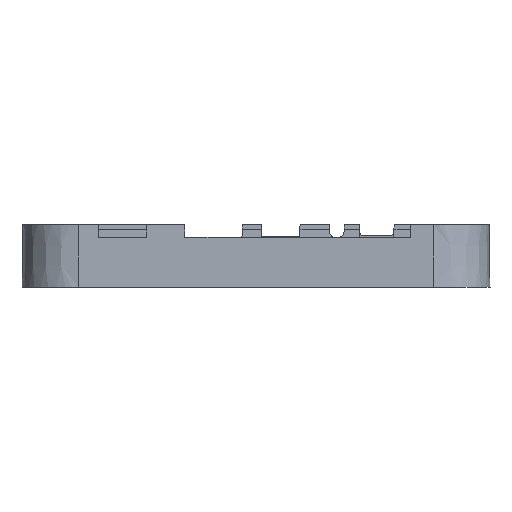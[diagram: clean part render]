
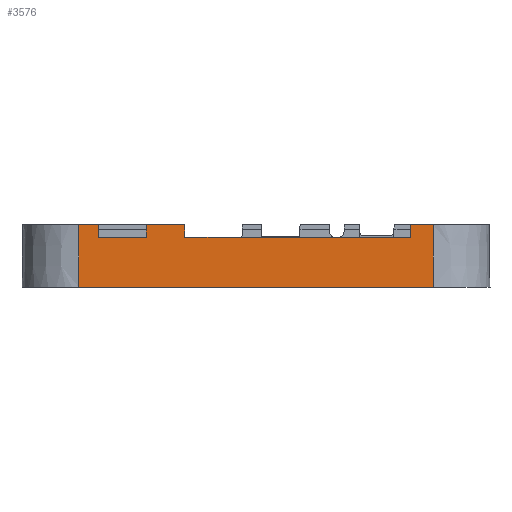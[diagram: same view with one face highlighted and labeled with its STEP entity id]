
A CAD part, left-side view. The second image highlights one B-rep face of the part: STEP entity #3576.
In plain terms, the highlighted planar face has unit normal (-1, 0, 0.017).
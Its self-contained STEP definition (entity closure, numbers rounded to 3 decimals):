
#293=FACE_OUTER_BOUND('',#489,.T.);
#489=EDGE_LOOP('',(#2478,#2479,#2480,#2481,#2482,#2483,#2484,#2485,#2486,
#2487,#2488,#2489,#2490,#2491));
#701=LINE('',#5212,#1066);
#751=LINE('',#5334,#1116);
#759=LINE('',#5351,#1124);
#762=LINE('',#5355,#1127);
#763=LINE('',#5358,#1128);
#764=LINE('',#5359,#1129);
#765=LINE('',#5361,#1130);
#766=LINE('',#5363,#1131);
#767=LINE('',#5365,#1132);
#768=LINE('',#5367,#1133);
#769=LINE('',#5369,#1134);
#770=LINE('',#5371,#1135);
#771=LINE('',#5373,#1136);
#772=LINE('',#5374,#1137);
#1066=VECTOR('',#4174,10.);
#1116=VECTOR('',#4280,10.);
#1124=VECTOR('',#4290,10.);
#1127=VECTOR('',#4295,10.);
#1128=VECTOR('',#4298,10.);
#1129=VECTOR('',#4299,10.001);
#1130=VECTOR('',#4300,10.001);
#1131=VECTOR('',#4301,10.);
#1132=VECTOR('',#4302,1000.);
#1133=VECTOR('',#4303,10.);
#1134=VECTOR('',#4304,1000.);
#1135=VECTOR('',#4305,10.);
#1136=VECTOR('',#4306,1000.);
#1137=VECTOR('',#4307,10.);
#1428=VERTEX_POINT('',#5208);
#1430=VERTEX_POINT('',#5211);
#1473=VERTEX_POINT('',#5331);
#1474=VERTEX_POINT('',#5333);
#1481=VERTEX_POINT('',#5348);
#1482=VERTEX_POINT('',#5350);
#1483=VERTEX_POINT('',#5357);
#1484=VERTEX_POINT('',#5360);
#1485=VERTEX_POINT('',#5362);
#1486=VERTEX_POINT('',#5364);
#1487=VERTEX_POINT('',#5366);
#1488=VERTEX_POINT('',#5368);
#1489=VERTEX_POINT('',#5370);
#1490=VERTEX_POINT('',#5372);
#1807=EDGE_CURVE('',#1430,#1428,#701,.T.);
#1868=EDGE_CURVE('',#1474,#1473,#751,.T.);
#1876=EDGE_CURVE('',#1482,#1481,#759,.T.);
#1879=EDGE_CURVE('',#1473,#1482,#762,.T.);
#1880=EDGE_CURVE('',#1483,#1481,#763,.F.);
#1881=EDGE_CURVE('',#1430,#1483,#764,.T.);
#1882=EDGE_CURVE('',#1484,#1428,#765,.T.);
#1883=EDGE_CURVE('',#1485,#1484,#766,.F.);
#1884=EDGE_CURVE('',#1485,#1486,#767,.T.);
#1885=EDGE_CURVE('',#1486,#1487,#768,.T.);
#1886=EDGE_CURVE('',#1487,#1488,#769,.T.);
#1887=EDGE_CURVE('',#1488,#1489,#770,.T.);
#1888=EDGE_CURVE('',#1489,#1490,#771,.T.);
#1889=EDGE_CURVE('',#1474,#1490,#772,.F.);
#2478=ORIENTED_EDGE('',*,*,#1868,.T.);
#2479=ORIENTED_EDGE('',*,*,#1879,.T.);
#2480=ORIENTED_EDGE('',*,*,#1876,.T.);
#2481=ORIENTED_EDGE('',*,*,#1880,.F.);
#2482=ORIENTED_EDGE('',*,*,#1881,.F.);
#2483=ORIENTED_EDGE('',*,*,#1807,.T.);
#2484=ORIENTED_EDGE('',*,*,#1882,.F.);
#2485=ORIENTED_EDGE('',*,*,#1883,.F.);
#2486=ORIENTED_EDGE('',*,*,#1884,.T.);
#2487=ORIENTED_EDGE('',*,*,#1885,.T.);
#2488=ORIENTED_EDGE('',*,*,#1886,.T.);
#2489=ORIENTED_EDGE('',*,*,#1887,.T.);
#2490=ORIENTED_EDGE('',*,*,#1888,.T.);
#2491=ORIENTED_EDGE('',*,*,#1889,.F.);
#3427=PLANE('',#3804);
#3576=ADVANCED_FACE('',(#293),#3427,.T.);
#3804=AXIS2_PLACEMENT_3D('',#5356,#4296,#4297);
#4174=DIRECTION('',(0.,-1.,0.));
#4280=DIRECTION('',(-0.017,0.,-1.));
#4290=DIRECTION('',(0.017,0.,1.));
#4295=DIRECTION('',(0.,1.,0.));
#4296=DIRECTION('center_axis',(-1.,0.,
0.017));
#4297=DIRECTION('ref_axis',(0.,1.,0.));
#4298=DIRECTION('',(0.,1.,0.));
#4299=DIRECTION('',(0.017,0.001,1.));
#4300=DIRECTION('',(-0.017,0.001,-1.));
#4301=DIRECTION('',(0.,1.,0.));
#4302=DIRECTION('',(-0.017,0.009,-1.));
#4303=DIRECTION('',(0.,1.,0.));
#4304=DIRECTION('',(-0.017,0.009,-1.));
#4305=DIRECTION('',(0.,1.,0.));
#4306=DIRECTION('',(0.017,0.009,1.));
#4307=DIRECTION('',(0.,1.,0.));
#5208=CARTESIAN_POINT('',(-3.459,10.287,-14.));
#5211=CARTESIAN_POINT('',(-3.459,95.504,-14.));
#5212=CARTESIAN_POINT('',(-3.459,74.183,-14.));
#5331=CARTESIAN_POINT('',(-3.26,79.356,-1.966));
#5333=CARTESIAN_POINT('',(-3.209,79.356,1.083));
#5334=CARTESIAN_POINT('',(-3.218,79.356,0.567));
#5348=CARTESIAN_POINT('',(-3.209,90.912,1.083));
#5350=CARTESIAN_POINT('',(-3.26,90.912,-1.966));
#5351=CARTESIAN_POINT('',(-3.219,90.912,0.516));
#5355=CARTESIAN_POINT('',(-3.26,92.493,-1.966));
#5356=CARTESIAN_POINT('Origin',(-3.227,95.471,0.001));
#5357=CARTESIAN_POINT('',(-3.209,95.522,1.083));
#5358=CARTESIAN_POINT('',(-3.209,74.183,1.083));
#5359=CARTESIAN_POINT('',(-3.311,95.515,-5.062));
#5360=CARTESIAN_POINT('',(-3.209,10.269,1.083));
#5361=CARTESIAN_POINT('',(-3.316,10.277,-5.386));
#5362=CARTESIAN_POINT('',(-3.209,15.662,1.083));
#5363=CARTESIAN_POINT('',(-3.209,74.183,1.083));
#5364=CARTESIAN_POINT('',(-3.255,15.686,-1.684));
#5365=CARTESIAN_POINT('',(-3.22,15.667,0.458));
#5366=CARTESIAN_POINT('',(-3.255,15.687,-1.684));
#5367=CARTESIAN_POINT('',(-3.255,67.992,-1.684));
#5368=CARTESIAN_POINT('',(-3.26,15.69,-1.984));
#5369=CARTESIAN_POINT('',(-3.216,15.667,0.646));
#5370=CARTESIAN_POINT('',(-3.26,70.,-1.984));
#5371=CARTESIAN_POINT('',(-3.26,82.853,-1.984));
#5372=CARTESIAN_POINT('',(-3.209,70.027,1.083));
#5373=CARTESIAN_POINT('',(-3.211,70.025,0.949));
#5374=CARTESIAN_POINT('',(-3.209,74.183,1.083));
